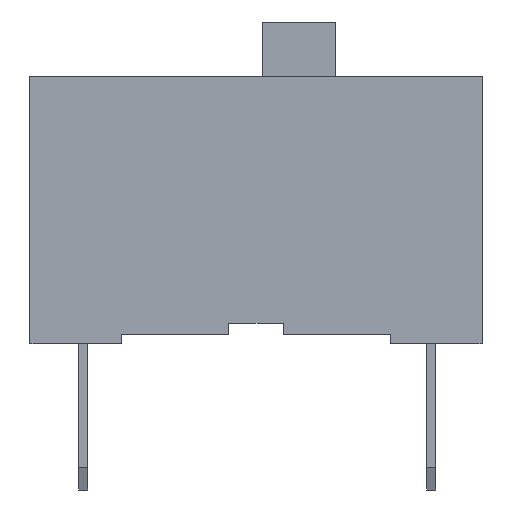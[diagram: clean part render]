
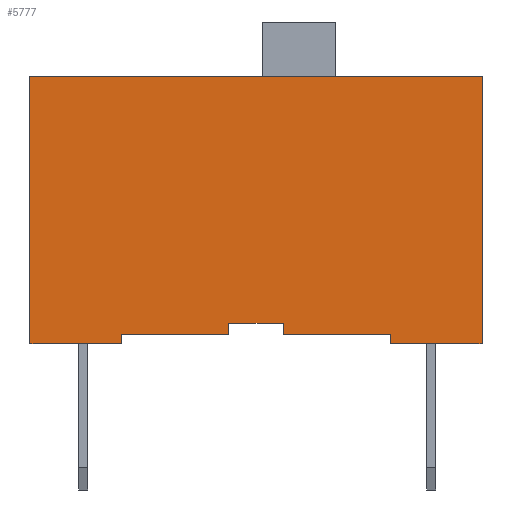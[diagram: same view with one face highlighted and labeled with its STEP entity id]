
A CAD part, left-side view. The second image highlights one B-rep face of the part: STEP entity #5777.
In plain terms, the highlighted planar face has unit normal (-1, 0, 0).
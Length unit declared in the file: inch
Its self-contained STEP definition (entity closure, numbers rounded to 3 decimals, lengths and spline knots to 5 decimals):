
#470=FACE_OUTER_BOUND('',#799,.T.);
#799=EDGE_LOOP('',(#4909,#4910,#4911,#4912,#4913,#4914,#4915,#4916,#4917,
#4918,#4919,#4920));
#875=LINE('',#7431,#1574);
#882=LINE('',#7446,#1581);
#893=LINE('',#7467,#1592);
#917=LINE('',#7516,#1616);
#922=LINE('',#7525,#1621);
#942=LINE('',#7563,#1641);
#943=LINE('',#7566,#1642);
#948=LINE('',#7575,#1647);
#951=LINE('',#7582,#1650);
#1179=LINE('',#9026,#1878);
#1391=LINE('',#9511,#2090);
#1392=LINE('',#9512,#2091);
#1574=VECTOR('',#6165,0.3937);
#1581=VECTOR('',#6176,0.3937);
#1592=VECTOR('',#6193,0.3937);
#1616=VECTOR('',#6225,0.3937);
#1621=VECTOR('',#6232,0.3937);
#1641=VECTOR('',#6266,0.3937);
#1642=VECTOR('',#6269,0.3937);
#1647=VECTOR('',#6280,0.3937);
#1650=VECTOR('',#6289,0.3937);
#1878=VECTOR('',#6649,0.3937);
#2090=VECTOR('',#7095,0.3937);
#2091=VECTOR('',#7096,0.3937);
#2272=VERTEX_POINT('',#7427);
#2274=VERTEX_POINT('',#7430);
#2280=VERTEX_POINT('',#7445);
#2287=VERTEX_POINT('',#7465);
#2308=VERTEX_POINT('',#7515);
#2311=VERTEX_POINT('',#7523);
#2322=VERTEX_POINT('',#7561);
#2323=VERTEX_POINT('',#7565);
#2324=VERTEX_POINT('',#7573);
#2325=VERTEX_POINT('',#7581);
#2544=VERTEX_POINT('',#9023);
#2545=VERTEX_POINT('',#9025);
#2823=EDGE_CURVE('',#2272,#2274,#875,.T.);
#2830=EDGE_CURVE('',#2280,#2274,#882,.T.);
#2841=EDGE_CURVE('',#2272,#2287,#893,.T.);
#2865=EDGE_CURVE('',#2308,#2280,#917,.T.);
#2870=EDGE_CURVE('',#2287,#2311,#922,.T.);
#2890=EDGE_CURVE('',#2311,#2322,#942,.T.);
#2891=EDGE_CURVE('',#2323,#2308,#943,.T.);
#2896=EDGE_CURVE('',#2324,#2322,#948,.T.);
#2899=EDGE_CURVE('',#2323,#2325,#951,.T.);
#3229=EDGE_CURVE('',#2544,#2545,#1179,.T.);
#3465=EDGE_CURVE('',#2545,#2324,#1391,.T.);
#3466=EDGE_CURVE('',#2325,#2544,#1392,.T.);
#4909=ORIENTED_EDGE('',*,*,#2841,.T.);
#4910=ORIENTED_EDGE('',*,*,#2870,.T.);
#4911=ORIENTED_EDGE('',*,*,#2890,.T.);
#4912=ORIENTED_EDGE('',*,*,#2896,.F.);
#4913=ORIENTED_EDGE('',*,*,#3465,.F.);
#4914=ORIENTED_EDGE('',*,*,#3229,.F.);
#4915=ORIENTED_EDGE('',*,*,#3466,.F.);
#4916=ORIENTED_EDGE('',*,*,#2899,.F.);
#4917=ORIENTED_EDGE('',*,*,#2891,.T.);
#4918=ORIENTED_EDGE('',*,*,#2865,.T.);
#4919=ORIENTED_EDGE('',*,*,#2830,.T.);
#4920=ORIENTED_EDGE('',*,*,#2823,.F.);
#5468=PLANE('',#6085);
#5777=ADVANCED_FACE('',(#470),#5468,.F.);
#6085=AXIS2_PLACEMENT_3D('',#9510,#7093,#7094);
#6165=DIRECTION('',(0.,1.,0.));
#6176=DIRECTION('',(0.,0.,1.));
#6193=DIRECTION('',(0.,0.,-1.));
#6225=DIRECTION('',(0.,-1.,0.));
#6232=DIRECTION('',(0.,-1.,0.));
#6266=DIRECTION('',(0.,0.,-1.));
#6269=DIRECTION('',(0.,0.,1.));
#6280=DIRECTION('',(0.,1.,0.));
#6289=DIRECTION('',(0.,1.,0.));
#6649=DIRECTION('',(0.,-1.,0.));
#7093=DIRECTION('center_axis',(1.,0.,0.));
#7094=DIRECTION('ref_axis',(0.,0.,-1.));
#7095=DIRECTION('',(0.,0.,-1.));
#7096=DIRECTION('',(0.,0.,1.));
#7427=CARTESIAN_POINT('',(-0.17677,-0.02362,-0.09744));
#7430=CARTESIAN_POINT('',(-0.17677,0.02362,-0.09744));
#7431=CARTESIAN_POINT('',(-0.17677,-0.02362,-0.09744));
#7445=CARTESIAN_POINT('',(-0.17677,0.02362,-0.10728));
#7446=CARTESIAN_POINT('',(-0.17677,0.02362,-0.05364));
#7465=CARTESIAN_POINT('',(-0.17677,-0.02362,-0.10728));
#7467=CARTESIAN_POINT('',(-0.17677,-0.02362,-0.05364));
#7515=CARTESIAN_POINT('',(-0.17677,0.11614,-0.10728));
#7516=CARTESIAN_POINT('',(-0.17677,0.,-0.10728));
#7523=CARTESIAN_POINT('',(-0.17677,-0.11614,-0.10728));
#7525=CARTESIAN_POINT('',(-0.17677,0.,-0.10728));
#7561=CARTESIAN_POINT('',(-0.17677,-0.11614,-0.11516));
#7563=CARTESIAN_POINT('',(-0.17677,-0.11614,-0.05758));
#7565=CARTESIAN_POINT('',(-0.17677,0.11614,-0.11516));
#7566=CARTESIAN_POINT('',(-0.17677,0.11614,-0.05758));
#7573=CARTESIAN_POINT('',(-0.17677,-0.19488,-0.11516));
#7575=CARTESIAN_POINT('',(-0.17677,0.19488,-0.11516));
#7581=CARTESIAN_POINT('',(-0.17677,0.19488,-0.11516));
#7582=CARTESIAN_POINT('',(-0.17677,0.19488,-0.11516));
#9023=CARTESIAN_POINT('',(-0.17677,0.19488,0.11516));
#9025=CARTESIAN_POINT('',(-0.17677,-0.19488,0.11516));
#9026=CARTESIAN_POINT('',(-0.17677,-0.19488,0.11516));
#9510=CARTESIAN_POINT('Origin',(-0.17677,0.,
0.));
#9511=CARTESIAN_POINT('',(-0.17677,-0.19488,-0.11516));
#9512=CARTESIAN_POINT('',(-0.17677,0.19488,0.11516));
